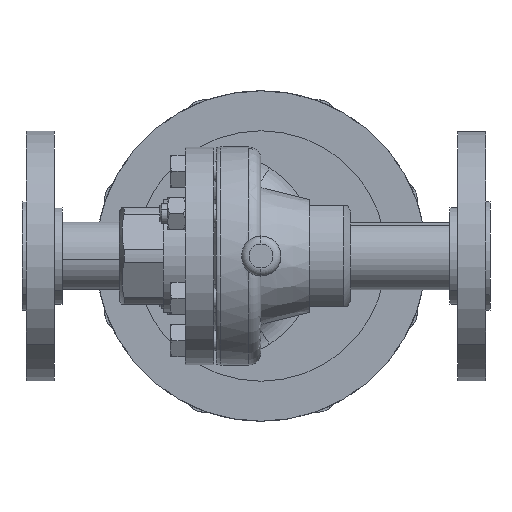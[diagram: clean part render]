
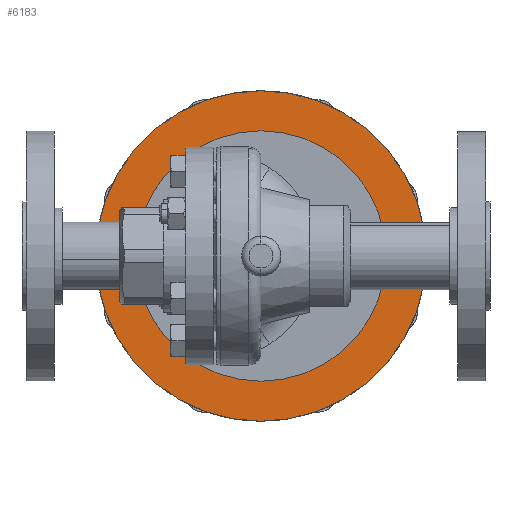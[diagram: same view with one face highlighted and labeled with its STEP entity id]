
A CAD part, front view. The second image highlights one B-rep face of the part: STEP entity #6183.
In plain terms, the highlighted planar face has unit normal (0, -1, 0).
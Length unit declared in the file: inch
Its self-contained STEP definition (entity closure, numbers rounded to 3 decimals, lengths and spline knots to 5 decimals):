
#304 = DIRECTION ( 'NONE',  ( 0., 0., -1. ) ) ;
#328 = CARTESIAN_POINT ( 'NONE',  ( 0., 2.05, -2.56 ) ) ;
#465 = AXIS2_PLACEMENT_3D ( 'NONE', #13365, #2529, #8504 ) ;
#599 = DIRECTION ( 'NONE',  ( 0., 0., 1. ) ) ;
#681 = EDGE_CURVE ( 'NONE', #981, #5150, #7846, .T. ) ;
#981 = VERTEX_POINT ( 'NONE', #9285 ) ;
#1174 = VERTEX_POINT ( 'NONE', #1237 ) ;
#1237 = CARTESIAN_POINT ( 'NONE',  ( 0., 2.05, 2.56 ) ) ;
#1864 = ORIENTED_EDGE ( 'NONE', *, *, #681, .F. ) ;
#2159 = AXIS2_PLACEMENT_3D ( 'NONE', #3881, #13311, #304 ) ;
#2529 = DIRECTION ( 'NONE',  ( 0., 1., 0. ) ) ;
#2993 = EDGE_LOOP ( 'NONE', ( #10403, #11743 ) ) ;
#3120 = DIRECTION ( 'NONE',  ( 0., 0., -1. ) ) ;
#3881 = CARTESIAN_POINT ( 'NONE',  ( 0., 2.05, 0. ) ) ;
#3948 = AXIS2_PLACEMENT_3D ( 'NONE', #5246, #4422, #3120 ) ;
#4422 = DIRECTION ( 'NONE',  ( 0., -1., 0. ) ) ;
#4618 = FACE_OUTER_BOUND ( 'NONE', #2993, .T. ) ;
#4740 = CARTESIAN_POINT ( 'NONE',  ( 0., 2.05, -1.94 ) ) ;
#5150 = VERTEX_POINT ( 'NONE', #4740 ) ;
#5246 = CARTESIAN_POINT ( 'NONE',  ( 0., 2.05, 0. ) ) ;
#5403 = CARTESIAN_POINT ( 'NONE',  ( 0., 2.05, 0. ) ) ;
#5536 = FACE_BOUND ( 'NONE', #12113, .T. ) ;
#6183 = ADVANCED_FACE ( 'NONE', ( #5536, #4618 ), #6937, .F. ) ;
#6603 = AXIS2_PLACEMENT_3D ( 'NONE', #8288, #14244, #9506 ) ;
#6937 = PLANE ( 'NONE',  #6603 ) ;
#7846 = CIRCLE ( 'NONE', #2159, 1.94 ) ;
#8288 = CARTESIAN_POINT ( 'NONE',  ( -2.565, 2.05, 0. ) ) ;
#8504 = DIRECTION ( 'NONE',  ( 0., 0., 1. ) ) ;
#9285 = CARTESIAN_POINT ( 'NONE',  ( 0., 2.05, 1.94 ) ) ;
#9506 = DIRECTION ( 'NONE',  ( 0., 0., 1. ) ) ;
#10403 = ORIENTED_EDGE ( 'NONE', *, *, #13008, .F. ) ;
#11366 = ORIENTED_EDGE ( 'NONE', *, *, #14375, .F. ) ;
#11536 = AXIS2_PLACEMENT_3D ( 'NONE', #5403, #13657, #599 ) ;
#11743 = ORIENTED_EDGE ( 'NONE', *, *, #14524, .F. ) ;
#12113 = EDGE_LOOP ( 'NONE', ( #11366, #1864 ) ) ;
#12806 = CIRCLE ( 'NONE', #11536, 2.56 ) ;
#12949 = CIRCLE ( 'NONE', #465, 2.56 ) ;
#13008 = EDGE_CURVE ( 'NONE', #14052, #1174, #12806, .T. ) ;
#13311 = DIRECTION ( 'NONE',  ( 0., -1., 0. ) ) ;
#13365 = CARTESIAN_POINT ( 'NONE',  ( 0., 2.05, 0. ) ) ;
#13657 = DIRECTION ( 'NONE',  ( 0., 1., 0. ) ) ;
#13871 = CIRCLE ( 'NONE', #3948, 1.94 ) ;
#14052 = VERTEX_POINT ( 'NONE', #328 ) ;
#14244 = DIRECTION ( 'NONE',  ( 0., 1., 0. ) ) ;
#14375 = EDGE_CURVE ( 'NONE', #5150, #981, #13871, .T. ) ;
#14524 = EDGE_CURVE ( 'NONE', #1174, #14052, #12949, .T. ) ;
